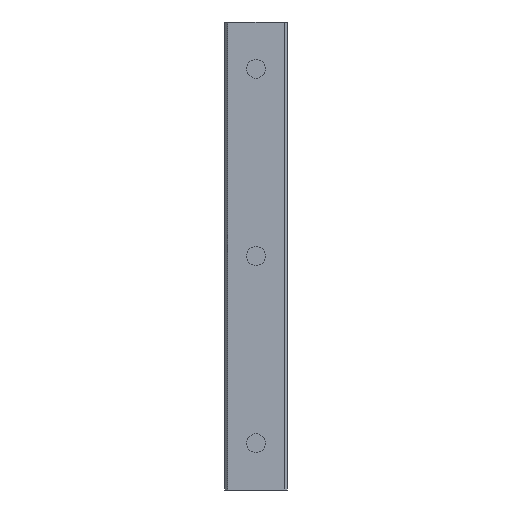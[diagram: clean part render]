
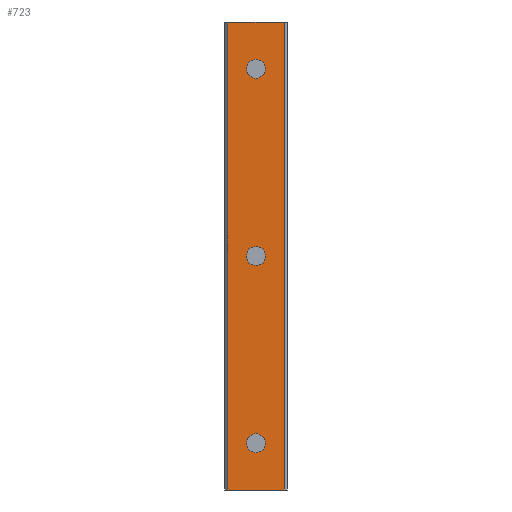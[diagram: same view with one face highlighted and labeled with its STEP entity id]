
A CAD part, front view. The second image highlights one B-rep face of the part: STEP entity #723.
In plain terms, the highlighted planar face has unit normal (0, -1, 0).
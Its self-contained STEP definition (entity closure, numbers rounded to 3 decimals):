
#340 = CARTESIAN_POINT ( 'NONE',  ( 0., -17.5, -63. ) ) ;
#343 = CARTESIAN_POINT ( 'NONE',  ( 0., -17.5, -57. ) ) ;
#568 = VERTEX_POINT ( 'NONE', #1145 ) ;
#580 = EDGE_CURVE ( 'NONE', #647, #568, #1182, .T. ) ;
#618 = EDGE_CURVE ( 'NONE', #568, #745, #1160, .T. ) ;
#647 = VERTEX_POINT ( 'NONE', #1195 ) ;
#661 = EDGE_CURVE ( 'NONE', #686, #647, #1230, .T. ) ;
#686 = VERTEX_POINT ( 'NONE', #1247 ) ;
#695 = EDGE_CURVE ( 'NONE', #857, #856, #1282, .T. ) ;
#698 = EDGE_CURVE ( 'NONE', #1695, #1696, #1271, .T. ) ;
#707 = EDGE_LOOP ( 'NONE', ( #728, #721, #722, #732 ) ) ;
#710 = ORIENTED_EDGE ( 'NONE', *, *, #807, .T. ) ;
#711 = EDGE_CURVE ( 'NONE', #805, #808, #1301, .T. ) ;
#713 = EDGE_LOOP ( 'NONE', ( #710, #716 ) ) ;
#715 = EDGE_LOOP ( 'NONE', ( #719, #718 ) ) ;
#716 = ORIENTED_EDGE ( 'NONE', *, *, #711, .T. ) ;
#717 = ORIENTED_EDGE ( 'NONE', *, *, #883, .T. ) ;
#718 = ORIENTED_EDGE ( 'NONE', *, *, #695, .T. ) ;
#719 = ORIENTED_EDGE ( 'NONE', *, *, #861, .T. ) ;
#720 = EDGE_LOOP ( 'NONE', ( #717, #731 ) ) ;
#721 = ORIENTED_EDGE ( 'NONE', *, *, #618, .T. ) ;
#722 = ORIENTED_EDGE ( 'NONE', *, *, #730, .T. ) ;
#723 = ADVANCED_FACE ( 'NONE', ( #1303, #1297, #1306, #1305 ), #1295, .T. ) ;
#728 = ORIENTED_EDGE ( 'NONE', *, *, #580, .T. ) ;
#730 = EDGE_CURVE ( 'NONE', #745, #686, #1290, .T. ) ;
#731 = ORIENTED_EDGE ( 'NONE', *, *, #698, .T. ) ;
#732 = ORIENTED_EDGE ( 'NONE', *, *, #661, .T. ) ;
#745 = VERTEX_POINT ( 'NONE', #1350 ) ;
#805 = VERTEX_POINT ( 'NONE', #1453 ) ;
#807 = EDGE_CURVE ( 'NONE', #808, #805, #1446, .T. ) ;
#808 = VERTEX_POINT ( 'NONE', #1463 ) ;
#856 = VERTEX_POINT ( 'NONE', #1549 ) ;
#857 = VERTEX_POINT ( 'NONE', #1551 ) ;
#861 = EDGE_CURVE ( 'NONE', #856, #857, #1553, .T. ) ;
#883 = EDGE_CURVE ( 'NONE', #1696, #1695, #1635, .T. ) ;
#1145 = CARTESIAN_POINT ( 'NONE',  ( -9., -17.5, -75. ) ) ;
#1160 = LINE ( 'NONE', #1180, #1179 ) ;
#1161 = DIRECTION ( 'NONE',  ( 0., 0., -1. ) ) ;
#1171 = VECTOR ( 'NONE', #1161, 1000. ) ;
#1172 = CARTESIAN_POINT ( 'NONE',  ( -9., -17.5, -75. ) ) ;
#1178 = DIRECTION ( 'NONE',  ( 1., 0., 0. ) ) ;
#1179 = VECTOR ( 'NONE', #1178, 1000. ) ;
#1180 = CARTESIAN_POINT ( 'NONE',  ( -9., -17.5, -75. ) ) ;
#1182 = LINE ( 'NONE', #1172, #1171 ) ;
#1195 = CARTESIAN_POINT ( 'NONE',  ( -9., -17.5, 75. ) ) ;
#1219 = DIRECTION ( 'NONE',  ( -1., 0., 0. ) ) ;
#1220 = VECTOR ( 'NONE', #1219, 1000. ) ;
#1229 = CARTESIAN_POINT ( 'NONE',  ( -9., -17.5, 75. ) ) ;
#1230 = LINE ( 'NONE', #1229, #1220 ) ;
#1247 = CARTESIAN_POINT ( 'NONE',  ( 9., -17.5, 75. ) ) ;
#1268 = DIRECTION ( 'NONE',  ( 0., 0., -1. ) ) ;
#1269 = DIRECTION ( 'NONE',  ( 0., 1., 0. ) ) ;
#1270 = CARTESIAN_POINT ( 'NONE',  ( 0., -17.5, -60. ) ) ;
#1271 = CIRCLE ( 'NONE', #1287, 3. ) ;
#1275 = CARTESIAN_POINT ( 'NONE',  ( 0., -17.5, 0. ) ) ;
#1276 = AXIS2_PLACEMENT_3D ( 'NONE', #1275, #1281, #1289 ) ;
#1281 = DIRECTION ( 'NONE',  ( 0., 1., 0. ) ) ;
#1282 = CIRCLE ( 'NONE', #1276, 3. ) ;
#1285 = DIRECTION ( 'NONE',  ( 0., 0., -1. ) ) ;
#1286 = DIRECTION ( 'NONE',  ( 0., 1., 0. ) ) ;
#1287 = AXIS2_PLACEMENT_3D ( 'NONE', #1270, #1286, #1285 ) ;
#1289 = DIRECTION ( 'NONE',  ( 0., 0., -1. ) ) ;
#1290 = LINE ( 'NONE', #1317, #1294 ) ;
#1293 = DIRECTION ( 'NONE',  ( 0., 0., 1. ) ) ;
#1294 = VECTOR ( 'NONE', #1293, 1000. ) ;
#1295 = PLANE ( 'NONE',  #1310 ) ;
#1297 = FACE_BOUND ( 'NONE', #715, .T. ) ;
#1301 = CIRCLE ( 'NONE', #1313, 3. ) ;
#1303 = FACE_BOUND ( 'NONE', #713, .T. ) ;
#1304 = DIRECTION ( 'NONE',  ( 0., 0., -1. ) ) ;
#1305 = FACE_OUTER_BOUND ( 'NONE', #707, .T. ) ;
#1306 = FACE_BOUND ( 'NONE', #720, .T. ) ;
#1307 = DIRECTION ( 'NONE',  ( 0., 0., -1. ) ) ;
#1308 = DIRECTION ( 'NONE',  ( 0., -1., 0. ) ) ;
#1309 = CARTESIAN_POINT ( 'NONE',  ( -9., -17.5, -75. ) ) ;
#1310 = AXIS2_PLACEMENT_3D ( 'NONE', #1309, #1308, #1307 ) ;
#1311 = CARTESIAN_POINT ( 'NONE',  ( 0., -17.5, 60. ) ) ;
#1312 = DIRECTION ( 'NONE',  ( 0., 1., 0. ) ) ;
#1313 = AXIS2_PLACEMENT_3D ( 'NONE', #1311, #1312, #1304 ) ;
#1317 = CARTESIAN_POINT ( 'NONE',  ( 9., -17.5, -75. ) ) ;
#1350 = CARTESIAN_POINT ( 'NONE',  ( 9., -17.5, -75. ) ) ;
#1446 = CIRCLE ( 'NONE', #1449, 3. ) ;
#1448 = CARTESIAN_POINT ( 'NONE',  ( 0., -17.5, 60. ) ) ;
#1449 = AXIS2_PLACEMENT_3D ( 'NONE', #1448, #1269, #1268 ) ;
#1453 = CARTESIAN_POINT ( 'NONE',  ( 0., -17.5, 63. ) ) ;
#1463 = CARTESIAN_POINT ( 'NONE',  ( 0., -17.5, 57. ) ) ;
#1549 = CARTESIAN_POINT ( 'NONE',  ( 0., -17.5, -3. ) ) ;
#1551 = CARTESIAN_POINT ( 'NONE',  ( 0., -17.5, 3. ) ) ;
#1552 = CARTESIAN_POINT ( 'NONE',  ( 0., -17.5, 0. ) ) ;
#1553 = CIRCLE ( 'NONE', #1557, 3. ) ;
#1555 = DIRECTION ( 'NONE',  ( 0., 0., -1. ) ) ;
#1556 = DIRECTION ( 'NONE',  ( 0., 1., 0. ) ) ;
#1557 = AXIS2_PLACEMENT_3D ( 'NONE', #1552, #1556, #1555 ) ;
#1617 = DIRECTION ( 'NONE',  ( 0., 0., -1. ) ) ;
#1618 = DIRECTION ( 'NONE',  ( 0., 1., 0. ) ) ;
#1619 = AXIS2_PLACEMENT_3D ( 'NONE', #1623, #1618, #1617 ) ;
#1623 = CARTESIAN_POINT ( 'NONE',  ( 0., -17.5, -60. ) ) ;
#1635 = CIRCLE ( 'NONE', #1619, 3. ) ;
#1695 = VERTEX_POINT ( 'NONE', #343 ) ;
#1696 = VERTEX_POINT ( 'NONE', #340 ) ;
